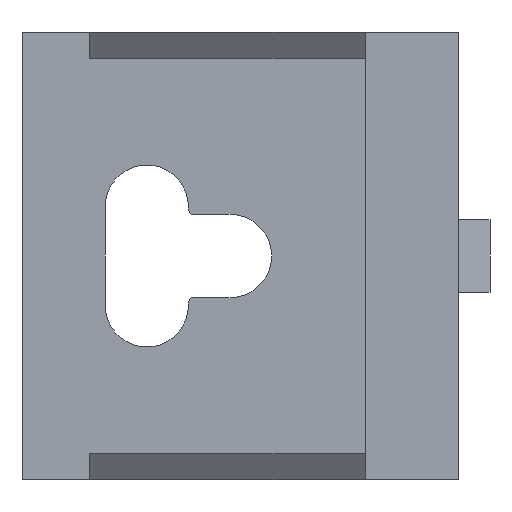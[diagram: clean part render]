
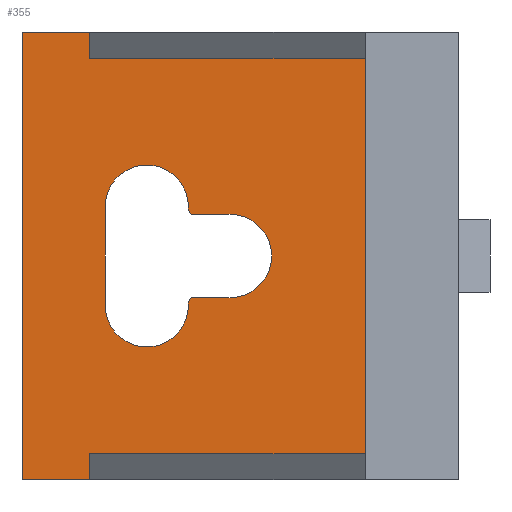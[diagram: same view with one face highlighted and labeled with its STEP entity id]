
A CAD part, left-side view. The second image highlights one B-rep face of the part: STEP entity #355.
In plain terms, the highlighted planar face has unit normal (-1, 0, 0).
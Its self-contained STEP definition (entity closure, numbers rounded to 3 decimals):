
#355=ADVANCED_FACE('',(#1058,#1060),#1062,.T.);
#1058=FACE_BOUND('',#1059,.T.);
#1059=EDGE_LOOP('',(#1632,#1633,#1634,#1635,#1636,#1637,#1638,#1639));
#1060=FACE_BOUND('',#1061,.T.);
#1061=EDGE_LOOP('',(#1640,#1641,#1642,#1643,#1644,#1645,#1646,#1647,#1648,#1649));
#1062=PLANE('',#1063);
#1063=AXIS2_PLACEMENT_3D('',#1064,#1065,#1066);
#1064=CARTESIAN_POINT('',(-9.,42.,-21.5));
#1065=DIRECTION('',(-1.,0.,0.));
#1066=DIRECTION('',(0.,-1.,0.));
#1632=ORIENTED_EDGE('',*,*,#1912,.T.);
#1633=ORIENTED_EDGE('',*,*,#1999,.T.);
#1634=ORIENTED_EDGE('',*,*,#2000,.F.);
#1635=ORIENTED_EDGE('',*,*,#1995,.T.);
#1636=ORIENTED_EDGE('',*,*,#2001,.T.);
#1637=ORIENTED_EDGE('',*,*,#2002,.T.);
#1638=ORIENTED_EDGE('',*,*,#1954,.F.);
#1639=ORIENTED_EDGE('',*,*,#2003,.F.);
#1640=ORIENTED_EDGE('',*,*,#2004,.F.);
#1641=ORIENTED_EDGE('',*,*,#2005,.T.);
#1642=ORIENTED_EDGE('',*,*,#2006,.T.);
#1643=ORIENTED_EDGE('',*,*,#2007,.T.);
#1644=ORIENTED_EDGE('',*,*,#2008,.T.);
#1645=ORIENTED_EDGE('',*,*,#2009,.T.);
#1646=ORIENTED_EDGE('',*,*,#2010,.F.);
#1647=ORIENTED_EDGE('',*,*,#2011,.T.);
#1648=ORIENTED_EDGE('',*,*,#2012,.T.);
#1649=ORIENTED_EDGE('',*,*,#2013,.T.);
#1912=EDGE_CURVE('',#2187,#2185,#2188,.T.);
#1954=EDGE_CURVE('',#2266,#2268,#2269,.T.);
#1995=EDGE_CURVE('',#2326,#2324,#2327,.F.);
#1999=EDGE_CURVE('',#2185,#2331,#2333,.T.);
#2000=EDGE_CURVE('',#2326,#2331,#2334,.T.);
#2001=EDGE_CURVE('',#2324,#2335,#2336,.T.);
#2002=EDGE_CURVE('',#2335,#2268,#2337,.T.);
#2003=EDGE_CURVE('',#2187,#2266,#2338,.T.);
#2004=EDGE_CURVE('',#2339,#2340,#2341,.F.);
#2005=EDGE_CURVE('',#2339,#2342,#2343,.F.);
#2006=EDGE_CURVE('',#2342,#2344,#2345,.T.);
#2007=EDGE_CURVE('',#2344,#2346,#2347,.F.);
#2008=EDGE_CURVE('',#2346,#2348,#2349,.T.);
#2009=EDGE_CURVE('',#2348,#2350,#2351,.F.);
#2010=EDGE_CURVE('',#2352,#2350,#2353,.F.);
#2011=EDGE_CURVE('',#2352,#2354,#2355,.F.);
#2012=EDGE_CURVE('',#2354,#2356,#2357,.F.);
#2013=EDGE_CURVE('',#2356,#2340,#2358,.F.);
#2185=VERTEX_POINT('',#2687);
#2187=VERTEX_POINT('',#2691);
#2188=LINE('',#2692,#2693);
#2266=VERTEX_POINT('',#2865);
#2268=VERTEX_POINT('',#2869);
#2269=LINE('',#2870,#2871);
#2324=VERTEX_POINT('',#3016);
#2326=VERTEX_POINT('',#3020);
#2327=LINE('',#3021,#3022);
#2331=VERTEX_POINT('',#3031);
#2333=LINE('',#3035,#3036);
#2334=LINE('',#3038,#3039);
#2335=VERTEX_POINT('',#3041);
#2336=LINE('',#3042,#3043);
#2337=LINE('',#3045,#3046);
#2338=LINE('',#3048,#3049);
#2339=VERTEX_POINT('',#3051);
#2340=VERTEX_POINT('',#3052);
#2341=CIRCLE('',#3053,0.5);
#2342=VERTEX_POINT('',#3057);
#2343=LINE('',#3058,#3059);
#2344=VERTEX_POINT('',#3061);
#2345=CIRCLE('',#3062,4.);
#2346=VERTEX_POINT('',#3066);
#2347=LINE('',#3067,#3068);
#2348=VERTEX_POINT('',#3070);
#2349=CIRCLE('',#3071,4.);
#2350=VERTEX_POINT('',#3075);
#2351=LINE('',#3076,#3077);
#2352=VERTEX_POINT('',#3079);
#2353=CIRCLE('',#3080,0.5);
#2354=VERTEX_POINT('',#3084);
#2355=LINE('',#3085,#3086);
#2356=VERTEX_POINT('',#3088);
#2357=CIRCLE('',#3089,4.);
#2358=LINE('',#3093,#3094);
#2687=CARTESIAN_POINT('',(-9.,35.5,-21.5));
#2691=CARTESIAN_POINT('',(-9.,42.,-21.5));
#2692=CARTESIAN_POINT('',(-9.,42.,-21.5));
#2693=VECTOR('',#2694,1.);
#2694=DIRECTION('',(0.,-1.,0.));
#2865=CARTESIAN_POINT('',(-9.,42.,21.5));
#2869=CARTESIAN_POINT('',(-9.,35.5,21.5));
#2870=CARTESIAN_POINT('',(-9.,42.,21.5));
#2871=VECTOR('',#2872,1.);
#2872=DIRECTION('',(0.,-1.,0.));
#3016=CARTESIAN_POINT('',(-9.,9.,19.));
#3020=CARTESIAN_POINT('',(-9.,9.,-19.));
#3021=CARTESIAN_POINT('',(-9.,9.,19.));
#3022=VECTOR('',#3023,1.);
#3023=DIRECTION('',(0.,0.,-1.));
#3031=CARTESIAN_POINT('',(-9.,35.5,-19.));
#3035=CARTESIAN_POINT('',(-9.,35.5,-21.5));
#3036=VECTOR('',#3037,1.);
#3037=DIRECTION('',(0.,0.,1.));
#3038=CARTESIAN_POINT('',(-9.,9.,-19.));
#3039=VECTOR('',#3040,1.);
#3040=DIRECTION('',(0.,1.,0.));
#3041=CARTESIAN_POINT('',(-9.,35.5,19.));
#3042=CARTESIAN_POINT('',(-9.,9.,19.));
#3043=VECTOR('',#3044,1.);
#3044=DIRECTION('',(0.,1.,0.));
#3045=CARTESIAN_POINT('',(-9.,35.5,19.));
#3046=VECTOR('',#3047,1.);
#3047=DIRECTION('',(0.,0.,1.));
#3048=CARTESIAN_POINT('',(-9.,42.,-21.5));
#3049=VECTOR('',#3050,1.);
#3050=DIRECTION('',(0.,0.,1.));
#3051=CARTESIAN_POINT('',(-9.,26.,-4.5));
#3052=CARTESIAN_POINT('',(-9.,25.5,-4.));
#3053=AXIS2_PLACEMENT_3D('',#3054,#3055,#3056);
#3054=CARTESIAN_POINT('',(-9.,25.5,-4.5));
#3055=DIRECTION('',(-1.,0.,0.));
#3056=DIRECTION('',(0.,0.,1.));
#3057=CARTESIAN_POINT('',(-9.,26.,-4.75));
#3058=CARTESIAN_POINT('',(-9.,26.,-4.75));
#3059=VECTOR('',#3060,1.);
#3060=DIRECTION('',(0.,0.,1.));
#3061=CARTESIAN_POINT('',(-9.,34.,-4.75));
#3062=AXIS2_PLACEMENT_3D('',#3063,#3064,#3065);
#3063=CARTESIAN_POINT('',(-9.,30.,-4.75));
#3064=DIRECTION('',(1.,0.,0.));
#3065=DIRECTION('',(0.,-1.,0.));
#3066=CARTESIAN_POINT('',(-9.,34.,4.75));
#3067=CARTESIAN_POINT('',(-9.,34.,4.75));
#3068=VECTOR('',#3069,1.);
#3069=DIRECTION('',(0.,0.,-1.));
#3070=CARTESIAN_POINT('',(-9.,26.,4.75));
#3071=AXIS2_PLACEMENT_3D('',#3072,#3073,#3074);
#3072=CARTESIAN_POINT('',(-9.,30.,4.75));
#3073=DIRECTION('',(1.,0.,-0.));
#3074=DIRECTION('',(0.,1.,0.));
#3075=CARTESIAN_POINT('',(-9.,26.,4.5));
#3076=CARTESIAN_POINT('',(-9.,26.,4.5));
#3077=VECTOR('',#3078,1.);
#3078=DIRECTION('',(0.,0.,1.));
#3079=CARTESIAN_POINT('',(-9.,25.5,4.));
#3080=AXIS2_PLACEMENT_3D('',#3081,#3082,#3083);
#3081=CARTESIAN_POINT('',(-9.,25.5,4.5));
#3082=DIRECTION('',(-1.,0.,0.));
#3083=DIRECTION('',(0.,1.,0.));
#3084=CARTESIAN_POINT('',(-9.,22.,4.));
#3085=CARTESIAN_POINT('',(-9.,22.,4.));
#3086=VECTOR('',#3087,1.);
#3087=DIRECTION('',(0.,1.,0.));
#3088=CARTESIAN_POINT('',(-9.,22.,-4.));
#3089=AXIS2_PLACEMENT_3D('',#3090,#3091,#3092);
#3090=CARTESIAN_POINT('',(-9.,22.,0.));
#3091=DIRECTION('',(-1.,-0.,0.));
#3092=DIRECTION('',(0.,0.,-1.));
#3093=CARTESIAN_POINT('',(-9.,25.5,-4.));
#3094=VECTOR('',#3095,1.);
#3095=DIRECTION('',(0.,-1.,0.));
